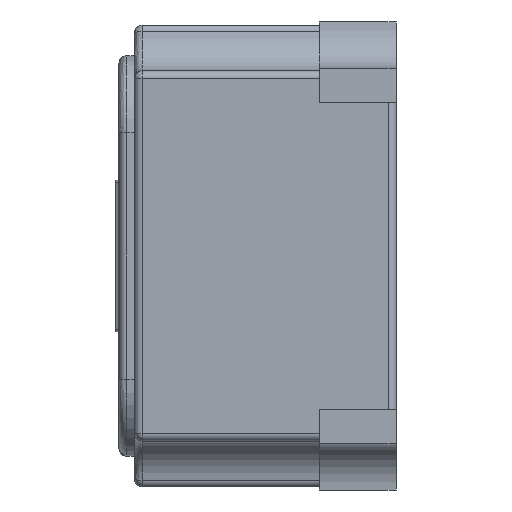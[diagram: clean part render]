
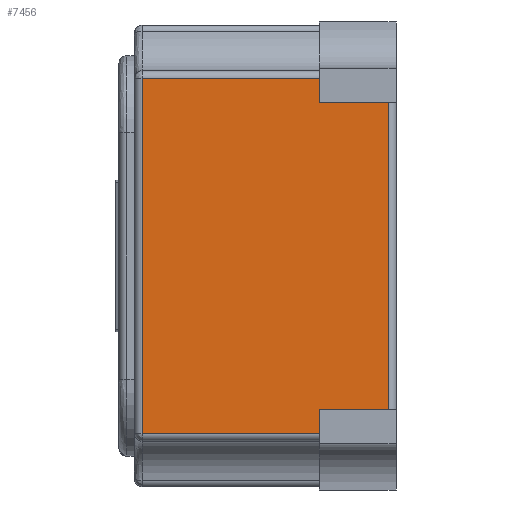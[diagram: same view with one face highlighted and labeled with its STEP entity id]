
A CAD part, left-side view. The second image highlights one B-rep face of the part: STEP entity #7456.
In plain terms, the highlighted planar face has unit normal (-1, 0, 0).
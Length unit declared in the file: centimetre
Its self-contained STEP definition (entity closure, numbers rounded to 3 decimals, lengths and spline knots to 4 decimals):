
#201 = CARTESIAN_POINT ( 'NONE',  ( -0.205, 0., 0. ) ) ;
#219 = VERTEX_POINT ( 'NONE', #12562 ) ;
#615 = VECTOR ( 'NONE', #8410, 100. ) ;
#761 = CARTESIAN_POINT ( 'NONE',  ( -0.205, 0., 0.025 ) ) ;
#1226 = VERTEX_POINT ( 'NONE', #7121 ) ;
#1258 = ORIENTED_EDGE ( 'NONE', *, *, #5632, .T. ) ;
#1443 = VECTOR ( 'NONE', #12157, 100. ) ;
#1488 = DIRECTION ( 'NONE',  ( 0., 0., 1. ) ) ;
#1545 = ORIENTED_EDGE ( 'NONE', *, *, #9097, .F. ) ;
#1547 = VERTEX_POINT ( 'NONE', #11355 ) ;
#2134 = CARTESIAN_POINT ( 'NONE',  ( -0.205, 0., 0.025 ) ) ;
#2213 = CARTESIAN_POINT ( 'NONE',  ( -0.205, -0.0577, 0.0825 ) ) ;
#2280 = CARTESIAN_POINT ( 'NONE',  ( -0.205, 0.05, 0.0025 ) ) ;
#2303 = ORIENTED_EDGE ( 'NONE', *, *, #12573, .T. ) ;
#2412 = FACE_OUTER_BOUND ( 'NONE', #2494, .T. ) ;
#2494 = EDGE_LOOP ( 'NONE', ( #10435, #16083, #2303, #15527, #1545, #16094, #1258, #10665 ) ) ;
#2985 = VERTEX_POINT ( 'NONE', #10408 ) ;
#3037 = CARTESIAN_POINT ( 'NONE',  ( -0.205, 0.0577, 0. ) ) ;
#3368 = LINE ( 'NONE', #3037, #6332 ) ;
#3534 = DIRECTION ( 'NONE',  ( 0., 0., -1. ) ) ;
#3550 = VERTEX_POINT ( 'NONE', #12317 ) ;
#3674 = VERTEX_POINT ( 'NONE', #2280 ) ;
#3739 = VECTOR ( 'NONE', #11029, 100. ) ;
#3935 = LINE ( 'NONE', #16324, #10691 ) ;
#5632 = EDGE_CURVE ( 'NONE', #219, #2985, #11053, .T. ) ;
#6332 = VECTOR ( 'NONE', #13192, 100. ) ;
#7118 = VECTOR ( 'NONE', #15459, 100. ) ;
#7121 = CARTESIAN_POINT ( 'NONE',  ( -0.205, 0.0577, 0.0825 ) ) ;
#7438 = DIRECTION ( 'NONE',  ( 0., 0., 1. ) ) ;
#7456 = ADVANCED_FACE ( 'NONE', ( #2412 ), #10326, .T. ) ;
#7764 = AXIS2_PLACEMENT_3D ( 'NONE', #201, #9124, #1488 ) ;
#7831 = LINE ( 'NONE', #9650, #1443 ) ;
#7880 = VERTEX_POINT ( 'NONE', #16181 ) ;
#8410 = DIRECTION ( 'NONE',  ( 0., -1., 0. ) ) ;
#9097 = EDGE_CURVE ( 'NONE', #1226, #15604, #15336, .T. ) ;
#9124 = DIRECTION ( 'NONE',  ( -1., 0., 0. ) ) ;
#9610 = EDGE_CURVE ( 'NONE', #3674, #7880, #7831, .T. ) ;
#9650 = CARTESIAN_POINT ( 'NONE',  ( -0.205, 0., 0.0025 ) ) ;
#9737 = VECTOR ( 'NONE', #3534, 100. ) ;
#10326 = PLANE ( 'NONE',  #7764 ) ;
#10408 = CARTESIAN_POINT ( 'NONE',  ( -0.205, 0.05, 0.025 ) ) ;
#10435 = ORIENTED_EDGE ( 'NONE', *, *, #9610, .T. ) ;
#10495 = LINE ( 'NONE', #2134, #3739 ) ;
#10654 = VECTOR ( 'NONE', #10924, 100. ) ;
#10665 = ORIENTED_EDGE ( 'NONE', *, *, #10902, .T. ) ;
#10691 = VECTOR ( 'NONE', #7438, 100. ) ;
#10902 = EDGE_CURVE ( 'NONE', #2985, #3674, #13090, .T. ) ;
#10924 = DIRECTION ( 'NONE',  ( 0., -1., 0. ) ) ;
#11029 = DIRECTION ( 'NONE',  ( 0., -1., 0. ) ) ;
#11053 = LINE ( 'NONE', #761, #10654 ) ;
#11355 = CARTESIAN_POINT ( 'NONE',  ( -0.205, -0.0577, 0.025 ) ) ;
#12147 = CARTESIAN_POINT ( 'NONE',  ( -0.205, 0., 0.0825 ) ) ;
#12157 = DIRECTION ( 'NONE',  ( 0., -1., 0. ) ) ;
#12317 = CARTESIAN_POINT ( 'NONE',  ( -0.205, -0.05, 0.025 ) ) ;
#12357 = EDGE_CURVE ( 'NONE', #1226, #219, #3368, .T. ) ;
#12562 = CARTESIAN_POINT ( 'NONE',  ( -0.205, 0.0577, 0.025 ) ) ;
#12573 = EDGE_CURVE ( 'NONE', #3550, #1547, #10495, .T. ) ;
#12657 = EDGE_CURVE ( 'NONE', #7880, #3550, #3935, .T. ) ;
#12888 = EDGE_CURVE ( 'NONE', #1547, #15604, #14280, .T. ) ;
#13090 = LINE ( 'NONE', #16175, #9737 ) ;
#13192 = DIRECTION ( 'NONE',  ( 0., 0., -1. ) ) ;
#14203 = CARTESIAN_POINT ( 'NONE',  ( -0.205, -0.0577, 0. ) ) ;
#14280 = LINE ( 'NONE', #14203, #7118 ) ;
#15336 = LINE ( 'NONE', #12147, #615 ) ;
#15459 = DIRECTION ( 'NONE',  ( 0., 0., 1. ) ) ;
#15527 = ORIENTED_EDGE ( 'NONE', *, *, #12888, .T. ) ;
#15604 = VERTEX_POINT ( 'NONE', #2213 ) ;
#16083 = ORIENTED_EDGE ( 'NONE', *, *, #12657, .T. ) ;
#16094 = ORIENTED_EDGE ( 'NONE', *, *, #12357, .T. ) ;
#16175 = CARTESIAN_POINT ( 'NONE',  ( -0.205, 0.05, 0. ) ) ;
#16181 = CARTESIAN_POINT ( 'NONE',  ( -0.205, -0.05, 0.0025 ) ) ;
#16324 = CARTESIAN_POINT ( 'NONE',  ( -0.205, -0.05, 0. ) ) ;
